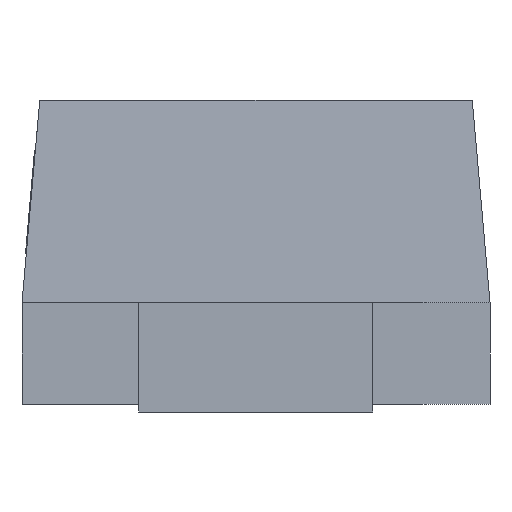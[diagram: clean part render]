
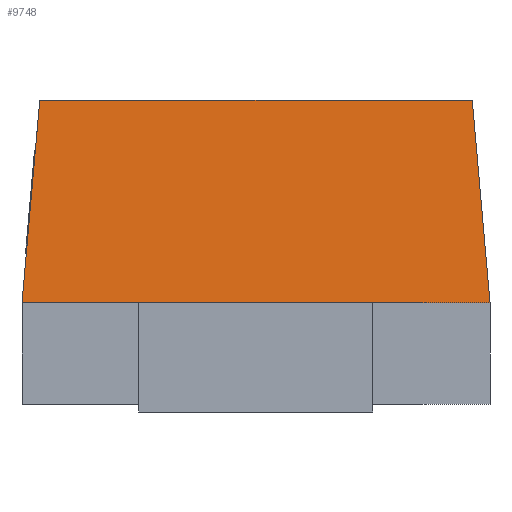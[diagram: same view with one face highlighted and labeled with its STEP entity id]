
A CAD part, left-side view. The second image highlights one B-rep face of the part: STEP entity #9748.
In plain terms, the highlighted planar face has unit normal (-0.996, 0, 0.087).
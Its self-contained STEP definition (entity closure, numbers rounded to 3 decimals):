
#134 = DIRECTION ( 'NONE',  ( -0.996, 0., 0.087 ) ) ;
#306 = VERTEX_POINT ( 'NONE', #2367 ) ;
#660 = VERTEX_POINT ( 'NONE', #6126 ) ;
#749 = CARTESIAN_POINT ( 'NONE',  ( -0.4, -0.3, 0. ) ) ;
#915 = CARTESIAN_POINT ( 'NONE',  ( -0.4, -0.3, 0. ) ) ;
#1462 = ORIENTED_EDGE ( 'NONE', *, *, #4920, .F. ) ;
#1586 = EDGE_LOOP ( 'NONE', ( #5729, #2773, #7498, #10835, #1462, #5620 ) ) ;
#1908 = LINE ( 'NONE', #4825, #7215 ) ;
#2018 = DIRECTION ( 'NONE',  ( 0.087, 0., 0.996 ) ) ;
#2064 = VECTOR ( 'NONE', #5314, 1000. ) ;
#2181 = EDGE_CURVE ( 'NONE', #3621, #10180, #7418, .T. ) ;
#2367 = CARTESIAN_POINT ( 'NONE',  ( -0.4, 0.15, 0. ) ) ;
#2404 = CARTESIAN_POINT ( 'NONE',  ( -0.4, 0.3, 0. ) ) ;
#2773 = ORIENTED_EDGE ( 'NONE', *, *, #6544, .T. ) ;
#2825 = CARTESIAN_POINT ( 'NONE',  ( -0.377, -0.277, 0.26 ) ) ;
#2854 = CARTESIAN_POINT ( 'NONE',  ( -0.4, -0.3, 0. ) ) ;
#3276 = LINE ( 'NONE', #10663, #7205 ) ;
#3536 = AXIS2_PLACEMENT_3D ( 'NONE', #7802, #134, #2018 ) ;
#3621 = VERTEX_POINT ( 'NONE', #2825 ) ;
#4825 = CARTESIAN_POINT ( 'NONE',  ( -0.395, 0.295, 0.052 ) ) ;
#4849 = EDGE_CURVE ( 'NONE', #6398, #306, #7059, .T. ) ;
#4920 = EDGE_CURVE ( 'NONE', #9226, #3621, #7477, .T. ) ;
#5314 = DIRECTION ( 'NONE',  ( 0., -1., 0. ) ) ;
#5620 = ORIENTED_EDGE ( 'NONE', *, *, #11931, .T. ) ;
#5729 = ORIENTED_EDGE ( 'NONE', *, *, #4849, .T. ) ;
#5731 = FACE_OUTER_BOUND ( 'NONE', #1586, .T. ) ;
#6126 = CARTESIAN_POINT ( 'NONE',  ( -0.4, -0.15, 0. ) ) ;
#6398 = VERTEX_POINT ( 'NONE', #2404 ) ;
#6405 = VECTOR ( 'NONE', #11292, 1000. ) ;
#6544 = EDGE_CURVE ( 'NONE', #306, #660, #11118, .T. ) ;
#7059 = LINE ( 'NONE', #749, #2064 ) ;
#7205 = VECTOR ( 'NONE', #10552, 1000. ) ;
#7215 = VECTOR ( 'NONE', #11232, 1000. ) ;
#7418 = LINE ( 'NONE', #915, #9494 ) ;
#7477 = LINE ( 'NONE', #11212, #11418 ) ;
#7498 = ORIENTED_EDGE ( 'NONE', *, *, #9184, .T. ) ;
#7802 = CARTESIAN_POINT ( 'NONE',  ( -0.4, -0.3, 0. ) ) ;
#8219 = DIRECTION ( 'NONE',  ( -0.087, -0.087, -0.992 ) ) ;
#9184 = EDGE_CURVE ( 'NONE', #660, #10180, #3276, .T. ) ;
#9226 = VERTEX_POINT ( 'NONE', #11509 ) ;
#9494 = VECTOR ( 'NONE', #8219, 1000. ) ;
#9748 = ADVANCED_FACE ( 'NONE', ( #5731 ), #10570, .T. ) ;
#10180 = VERTEX_POINT ( 'NONE', #2854 ) ;
#10552 = DIRECTION ( 'NONE',  ( 0., -1., 0. ) ) ;
#10570 = PLANE ( 'NONE',  #3536 ) ;
#10663 = CARTESIAN_POINT ( 'NONE',  ( -0.4, -0.3, 0. ) ) ;
#10835 = ORIENTED_EDGE ( 'NONE', *, *, #2181, .F. ) ;
#11036 = DIRECTION ( 'NONE',  ( 0., -1., 0. ) ) ;
#11118 = LINE ( 'NONE', #11229, #6405 ) ;
#11212 = CARTESIAN_POINT ( 'NONE',  ( -0.377, 0., 0.26 ) ) ;
#11229 = CARTESIAN_POINT ( 'NONE',  ( -0.4, -0.3, 0. ) ) ;
#11232 = DIRECTION ( 'NONE',  ( -0.087, 0.087, -0.992 ) ) ;
#11292 = DIRECTION ( 'NONE',  ( 0., -1., 0. ) ) ;
#11418 = VECTOR ( 'NONE', #11036, 1000. ) ;
#11509 = CARTESIAN_POINT ( 'NONE',  ( -0.377, 0.277, 0.26 ) ) ;
#11931 = EDGE_CURVE ( 'NONE', #9226, #6398, #1908, .T. ) ;
